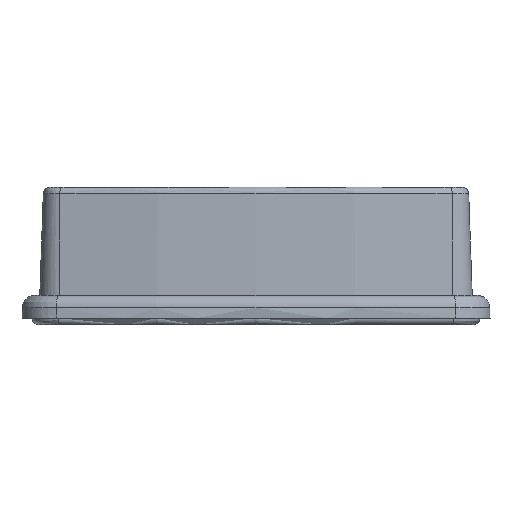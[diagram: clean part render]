
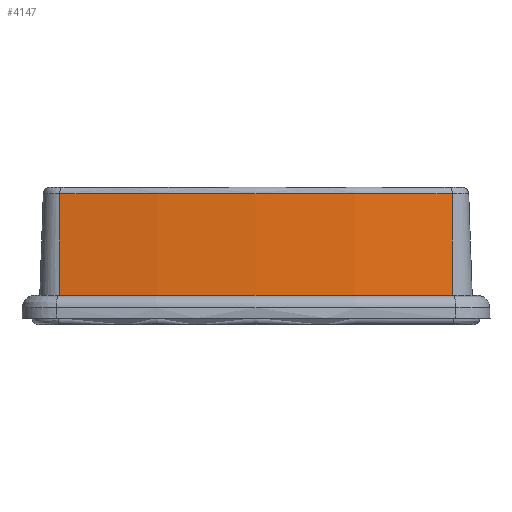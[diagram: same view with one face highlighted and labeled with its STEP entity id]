
A CAD part, front view. The second image highlights one B-rep face of the part: STEP entity #4147.
In plain terms, the highlighted conical face has half-angle 2 degrees and reference radius 180.116 mm.
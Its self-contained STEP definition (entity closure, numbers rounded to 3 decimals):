
#2904=AXIS2_PLACEMENT_3D('Circle Axis2P3D',#2902,#2903,$) ;
#4127=AXIS2_PLACEMENT_3D('Cone Axis2P3D',#4124,#4125,#4126) ;
#4131=AXIS2_PLACEMENT_3D('Circle Axis2P3D',#4129,#4130,$) ;
#2846=CARTESIAN_POINT('Vertex',(5.673,5.604,32.635)) ;
#2899=CARTESIAN_POINT('Vertex',(64.408,5.604,32.635)) ;
#2902=CARTESIAN_POINT('Axis2P3D Location',(35.04,183.04,32.635)) ;
#4107=CARTESIAN_POINT('Vertex',(5.586,5.079,17.4)) ;
#4111=CARTESIAN_POINT('Control Point',(5.673,5.604,32.635)) ;
#4112=CARTESIAN_POINT('Control Point',(5.644,5.429,27.557)) ;
#4113=CARTESIAN_POINT('Control Point',(5.615,5.254,22.478)) ;
#4114=CARTESIAN_POINT('Control Point',(5.586,5.079,17.4)) ;
#4124=CARTESIAN_POINT('Axis2P3D Location',(35.04,183.04,25.017)) ;
#4129=CARTESIAN_POINT('Axis2P3D Location',(35.04,183.04,17.4)) ;
#4133=CARTESIAN_POINT('Vertex',(64.495,5.079,17.4)) ;
#4136=CARTESIAN_POINT('Line Origine',(2899.101,-17121.351,-497091.479)) ;
#2903=DIRECTION('Axis2P3D Direction',(-0.,0.,1.)) ;
#4125=DIRECTION('Axis2P3D Direction',(0.,0.,-1.)) ;
#4126=DIRECTION('Axis2P3D XDirection',(0.163,0.987,0.)) ;
#4130=DIRECTION('Axis2P3D Direction',(-0.,0.,-1.)) ;
#4137=DIRECTION('Vector Direction',(0.006,-0.034,-0.999)) ;
#4138=VECTOR('Line Direction',#4137,1.) ;
#4142=ORIENTED_EDGE('',*,*,#4115,.T.) ;
#4143=ORIENTED_EDGE('',*,*,#4135,.T.) ;
#4144=ORIENTED_EDGE('',*,*,#4140,.F.) ;
#4145=ORIENTED_EDGE('',*,*,#2906,.T.) ;
#4147=ADVANCED_FACE('MANIFOLD_SOLID_BREP #5873',(#4146),#4128,.T.) ;
#4110=B_SPLINE_CURVE_WITH_KNOTS('',3,(#4111,#4112,#4113,#4114),.UNSPECIFIED.,.F.,.U.,(4,4),(0.051,15.295),.UNSPECIFIED.) ;
#2905=CIRCLE('generated circle',#2904,179.85) ;
#4132=CIRCLE('generated circle',#4131,180.382) ;
#4128=CONICAL_SURFACE('Cone',#4127,180.116,0.035) ;
#2906=EDGE_CURVE('',#2900,#2847,#2905,.F.) ;
#4115=EDGE_CURVE('',#2847,#4108,#4110,.T.) ;
#4135=EDGE_CURVE('',#4108,#4134,#4132,.F.) ;
#4140=EDGE_CURVE('',#2900,#4134,#4139,.T.) ;
#4141=EDGE_LOOP('',(#4142,#4143,#4144,#4145)) ;
#4146=FACE_OUTER_BOUND('',#4141,.T.) ;
#4139=LINE('Line',#4136,#4138) ;
#2847=VERTEX_POINT('',#2846) ;
#2900=VERTEX_POINT('',#2899) ;
#4108=VERTEX_POINT('',#4107) ;
#4134=VERTEX_POINT('',#4133) ;
